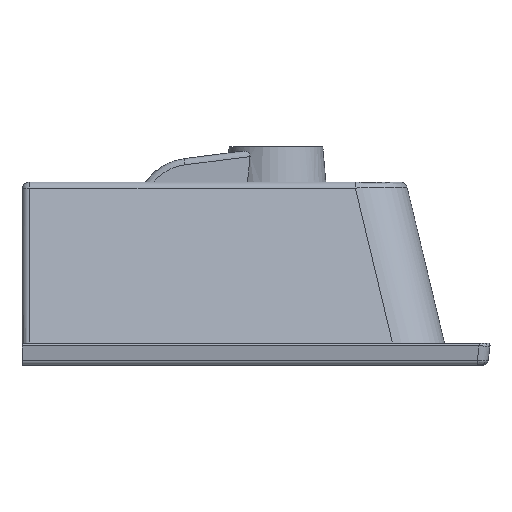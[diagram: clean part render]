
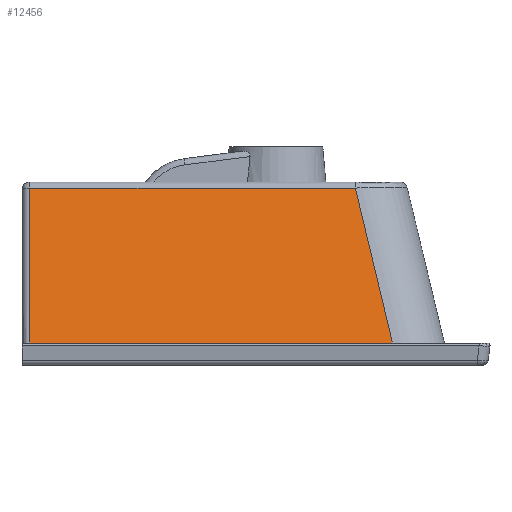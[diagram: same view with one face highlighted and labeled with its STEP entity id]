
A CAD part, left-side view. The second image highlights one B-rep face of the part: STEP entity #12456.
In plain terms, the highlighted planar face has unit normal (-0.974, 0, 0.225).
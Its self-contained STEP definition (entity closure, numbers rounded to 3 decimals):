
#14 = EDGE_CURVE ( 'NONE', #7077, #2659, #4045, .T. ) ;
#573 = CARTESIAN_POINT ( 'NONE',  ( -197.611, 0., -198.753 ) ) ;
#794 = AXIS2_PLACEMENT_3D ( 'NONE', #573, #5630, #10668 ) ;
#1237 = VECTOR ( 'NONE', #3211, 1000. ) ;
#1665 = LINE ( 'NONE', #6686, #11338 ) ;
#1710 = CARTESIAN_POINT ( 'NONE',  ( -168.042, -48.382, -70.774 ) ) ;
#1883 = EDGE_CURVE ( 'NONE', #4347, #14709, #13169, .T. ) ;
#1884 = CARTESIAN_POINT ( 'NONE',  ( -171.13, 193.63, -84.138 ) ) ;
#2317 = ORIENTED_EDGE ( 'NONE', *, *, #14, .T. ) ;
#2493 = CARTESIAN_POINT ( 'NONE',  ( -171.13, 190.63, -84.138 ) ) ;
#2659 = VERTEX_POINT ( 'NONE', #12273 ) ;
#3211 = DIRECTION ( 'NONE',  ( 0., 1., 0. ) ) ;
#3421 = EDGE_CURVE ( 'NONE', #14709, #7077, #12995, .T. ) ;
#3817 = ORIENTED_EDGE ( 'NONE', *, *, #1883, .T. ) ;
#3888 = ORIENTED_EDGE ( 'NONE', *, *, #9171, .T. ) ;
#4045 = LINE ( 'NONE', #12758, #1237 ) ;
#4347 = VERTEX_POINT ( 'NONE', #2493 ) ;
#4464 = CARTESIAN_POINT ( 'NONE',  ( -171.13, 227.604, -84.138 ) ) ;
#5366 = VERTEX_POINT ( 'NONE', #6635 ) ;
#5630 = DIRECTION ( 'NONE',  ( 0.974, 0., -0.225 ) ) ;
#6492 = VECTOR ( 'NONE', #6894, 1000. ) ;
#6635 = CARTESIAN_POINT ( 'NONE',  ( -171.13, 227.604, -84.138 ) ) ;
#6686 = CARTESIAN_POINT ( 'NONE',  ( -171.13, 0., -84.138 ) ) ;
#6729 = DIRECTION ( 'NONE',  ( 0.219, 0.227, 0.949 ) ) ;
#6770 = ORIENTED_EDGE ( 'NONE', *, *, #3421, .T. ) ;
#6856 = FACE_OUTER_BOUND ( 'NONE', #14787, .T. ) ;
#6894 = DIRECTION ( 'NONE',  ( 0., -1., 0. ) ) ;
#7077 = VERTEX_POINT ( 'NONE', #15956 ) ;
#9171 = EDGE_CURVE ( 'NONE', #2659, #5366, #15800, .T. ) ;
#9323 = CARTESIAN_POINT ( 'NONE',  ( -171.13, -51.575, -84.138 ) ) ;
#9493 = DIRECTION ( 'NONE',  ( -0.225, 0., -0.974 ) ) ;
#10668 = DIRECTION ( 'NONE',  ( 0.225, 0., 0.974 ) ) ;
#11338 = VECTOR ( 'NONE', #11724, 1000. ) ;
#11534 = VECTOR ( 'NONE', #6729, 1000. ) ;
#11724 = DIRECTION ( 'NONE',  ( 0., -1., 0. ) ) ;
#11900 = PLANE ( 'NONE',  #794 ) ;
#12273 = CARTESIAN_POINT ( 'NONE',  ( -143.571, 227.604, 35.142 ) ) ;
#12456 = ADVANCED_FACE ( 'NONE', ( #6856 ), #11900, .F. ) ;
#12746 = ORIENTED_EDGE ( 'NONE', *, *, #15857, .T. ) ;
#12758 = CARTESIAN_POINT ( 'NONE',  ( -143.571, 233.604, 35.142 ) ) ;
#12995 = LINE ( 'NONE', #1710, #11534 ) ;
#13169 = LINE ( 'NONE', #1884, #6492 ) ;
#14709 = VERTEX_POINT ( 'NONE', #9323 ) ;
#14787 = EDGE_LOOP ( 'NONE', ( #2317, #3888, #12746, #3817, #6770 ) ) ;
#15800 = LINE ( 'NONE', #4464, #16025 ) ;
#15857 = EDGE_CURVE ( 'NONE', #5366, #4347, #1665, .T. ) ;
#15956 = CARTESIAN_POINT ( 'NONE',  ( -143.571, -23.074, 35.142 ) ) ;
#16025 = VECTOR ( 'NONE', #9493, 1000. ) ;
